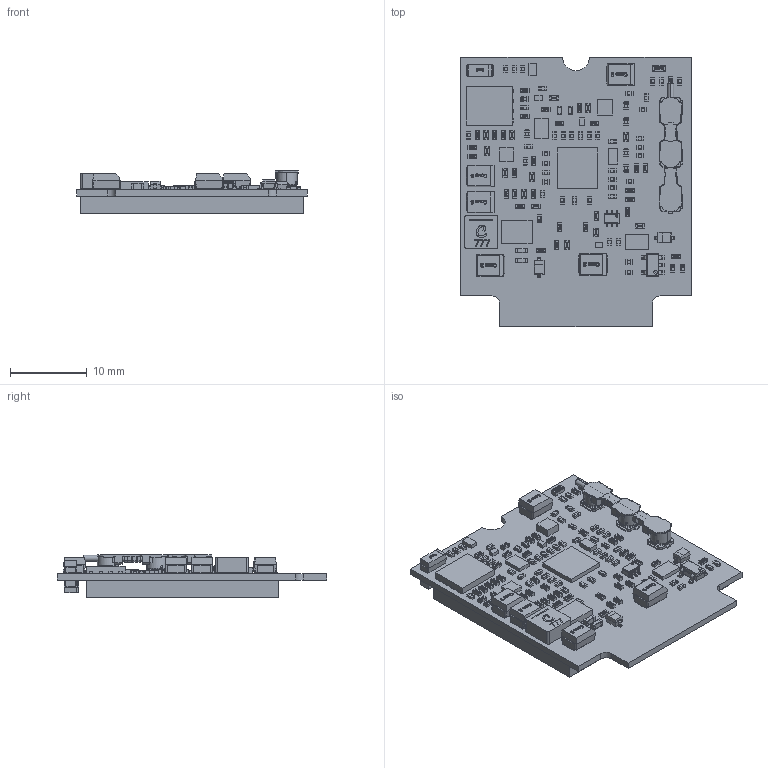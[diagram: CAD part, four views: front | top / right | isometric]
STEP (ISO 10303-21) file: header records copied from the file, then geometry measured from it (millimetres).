
FILE_DESCRIPTION(/* description */ (''),/* implementation_level */ '2;1');
FILE_NAME(/* name */ 'NOTECARD_STEP.step',/* time_stamp */ '2022-01-24T14:13:09-05:00',/* author */ (''),/* organization */ (''),/* preprocessor_version */ 'ST-DEVELOPER v18.1',/* originating_system */ 'Autodesk Translation Framework v10.13.0.1454',/* authorisation */ '');
FILE_SCHEMA (('AUTOMOTIVE_DESIGN { 1 0 10303 214 3 1 1 }'));
Products named in the file (68): MODULE_ONLY-20173047_NOTECARRIER-M2-A_V11_COMPLETE_20173047_NOTECARD-
M2-NBX-NEWSTACKUP_V11; BOARD_OUTLINE45; COMPONENTS61; CS-T-A60; User Library-Tantalum Capacitor Case A55; User Library-Tantalum Capacitor Case A_Tantalum case A part128; User Library-Tantalum Capacitor Case A_Tantalum case A part211; MOD-EG91; Document40; UDFN3; Document48; RS-0603; User Library-RES_1609-0603; UFQFN12-0180X0180; Document32; J-3-MDS-UFL49; Document44; CS-T-B59; User Library-Tantalum Capacitor Case B57; User Library-Tantalum Capacitor Case B_Tantalum case B part126; User Library-Tantalum Capacitor Case B_Tantalum case B part29; UFDFN358; ASSEMBLY56; UFDFN3; MOD-BG95; Document2021; IC-STSAFE-A100; Document1617; UFQFN16; Document67; Y-ABS06; Document38; WLCSP144; Document42; LD-0402; User Library-led_0402; WDFN8-EXP-0600X0500; User Library-DFN8-5X6; User Library-DFN8-5X6_Pad004; User Library-DFN8-5X6_Pad009 ...
Assembly tree (172 placements, depth 5):
  MODULE_ONLY-20173047_NOTECARRIER-M2-A_V11_COMPLETE_20173047_NOTECARD-
M2-NBX-NEWSTACKUP_V11
    BOARD_OUTLINE45
    COMPONENTS61
      CS-T-A60  x4
        User Library-Tantalum Capacitor Case A55
          User Library-Tantalum Capacitor Case A_Tantalum case A part211  x2
          User Library-Tantalum Capacitor Case A_Tantalum case A part128
      MOD-EG91
        Document40
      UDFN3
        Document48
      RS-0603
        User Library-RES_1609-0603
      UFQFN12-0180X0180
        Document32
      J-3-MDS-UFL49  x3
        Document44
      CS-T-B59  x5
        User Library-Tantalum Capacitor Case B57
          User Library-Tantalum Capacitor Case B_Tantalum case B part126
          User Library-Tantalum Capacitor Case B_Tantalum case B part29  x2
      UFDFN358  x3
        ASSEMBLY56
          UFDFN3
      MOD-BG95
        Document2021
      IC-STSAFE-A100
        Document1617
      UFQFN16
        Document67
      Y-ABS06
        Document38
      WLCSP144
        Document42
      LD-0402  x2
        User Library-led_0402
      WDFN8-EXP-0600X0500
        User Library-DFN8-5X6
          User Library-DFN8-5X6_Pad004
          User Library-DFN8-5X6_Pad009
          User Library-DFN8-5X6_Pad007
          User Library-DFN8-5X6_Pad001
          User Library-DFN8-5X6_Pad006
          User Library-DFN8-5X6_Pad
          User Library-DFN8-5X6_Pad008
          User Library-DFN8-5X6_Pad003
          User Library-DFN8-5X6_Pad002
          User Library-DFN8-5X6_Pad005
      VFLGA12
        Cubo46
      SOT363
        SW3dPS-SW3dPS-SOT363
      SOT23-5
        User Library-SOT23-5-1
      LS-040254
        User Library-0402C24
      SOD323  x2
        User Library-SOD323-1
      IC-TPS6302X
        Document36
Bounding box: 30 x 35 x 5.58 mm (x, y, z)
Volume: 3740.7 mm3; surface area: 6602 mm2
Topology: 285 solids, 1129 shells, 9963 faces, 26019 edges, 17799 vertices
Faces by surface type: plane 5003, bspline 2906, cylinder 1855, torus 114, sphere 51, cone 34
Full cylindrical faces by diameter (mm): 0.25 x1, 0.5 x1
Entity records: 62564 total; most frequent: CARTESIAN_POINT 23707, DIRECTION 7202, ORIENTED_EDGE 6715, EDGE_CURVE 4148, VERTEX_POINT 3213, LINE 2740, VECTOR 2740, AXIS2_PLACEMENT_3D 2231
